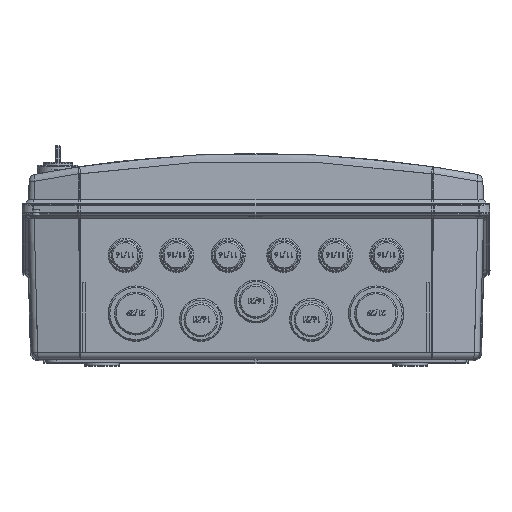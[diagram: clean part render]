
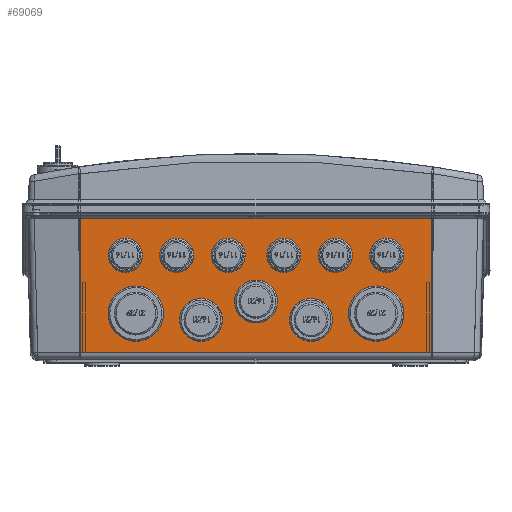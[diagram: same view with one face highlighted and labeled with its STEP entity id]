
A CAD part, top view. The second image highlights one B-rep face of the part: STEP entity #69069.
In plain terms, the highlighted planar face has unit normal (0, -0.026, 1).
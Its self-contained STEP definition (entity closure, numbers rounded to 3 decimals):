
#4110=CIRCLE('',#73500,14.622);
#4111=CIRCLE('',#73501,18.872);
#4112=CIRCLE('',#73502,18.872);
#4113=CIRCLE('',#73503,11.622);
#4114=CIRCLE('',#73504,11.622);
#4115=CIRCLE('',#73505,11.622);
#4116=CIRCLE('',#73506,11.622);
#4117=CIRCLE('',#73507,11.622);
#4118=CIRCLE('',#73508,11.622);
#4119=CIRCLE('',#73509,14.622);
#4120=CIRCLE('',#73510,14.622);
#7303=ORIENTED_EDGE('',*,*,#28145,.F.);
#7304=ORIENTED_EDGE('',*,*,#28146,.T.);
#7305=ORIENTED_EDGE('',*,*,#28147,.F.);
#7306=ORIENTED_EDGE('',*,*,#28148,.T.);
#7307=ORIENTED_EDGE('',*,*,#28149,.T.);
#7308=ORIENTED_EDGE('',*,*,#28150,.T.);
#7309=ORIENTED_EDGE('',*,*,#28151,.T.);
#7310=ORIENTED_EDGE('',*,*,#28152,.T.);
#7311=ORIENTED_EDGE('',*,*,#28153,.F.);
#7312=ORIENTED_EDGE('',*,*,#28154,.F.);
#7313=ORIENTED_EDGE('',*,*,#28155,.F.);
#7314=ORIENTED_EDGE('',*,*,#28156,.T.);
#7315=ORIENTED_EDGE('',*,*,#28157,.T.);
#7316=ORIENTED_EDGE('',*,*,#28158,.F.);
#7317=ORIENTED_EDGE('',*,*,#28159,.T.);
#28145=EDGE_CURVE('',#38549,#38549,#4110,.T.);
#28146=EDGE_CURVE('',#38550,#38550,#4111,.T.);
#28147=EDGE_CURVE('',#38551,#38551,#4112,.T.);
#28148=EDGE_CURVE('',#38552,#38552,#4113,.T.);
#28149=EDGE_CURVE('',#38553,#38554,#45013,.T.);
#28150=EDGE_CURVE('',#38554,#38555,#45014,.T.);
#28151=EDGE_CURVE('',#38555,#38556,#45015,.T.);
#28152=EDGE_CURVE('',#38556,#38553,#45016,.T.);
#28153=EDGE_CURVE('',#38557,#38557,#4114,.T.);
#28154=EDGE_CURVE('',#38558,#38558,#4115,.T.);
#28155=EDGE_CURVE('',#38559,#38559,#4116,.T.);
#28156=EDGE_CURVE('',#38560,#38560,#4117,.T.);
#28157=EDGE_CURVE('',#38561,#38561,#4118,.T.);
#28158=EDGE_CURVE('',#38562,#38562,#4119,.T.);
#28159=EDGE_CURVE('',#38563,#38563,#4120,.T.);
#38549=VERTEX_POINT('',#99064);
#38550=VERTEX_POINT('',#99066);
#38551=VERTEX_POINT('',#99068);
#38552=VERTEX_POINT('',#99070);
#38553=VERTEX_POINT('',#99072);
#38554=VERTEX_POINT('',#99073);
#38555=VERTEX_POINT('',#99075);
#38556=VERTEX_POINT('',#99077);
#38557=VERTEX_POINT('',#99080);
#38558=VERTEX_POINT('',#99082);
#38559=VERTEX_POINT('',#99084);
#38560=VERTEX_POINT('',#99086);
#38561=VERTEX_POINT('',#99088);
#38562=VERTEX_POINT('',#99090);
#38563=VERTEX_POINT('',#99092);
#45013=LINE('',#99071,#51503);
#45014=LINE('',#99074,#51504);
#45015=LINE('',#99076,#51505);
#45016=LINE('',#99078,#51506);
#51503=VECTOR('',#79792,1000.);
#51504=VECTOR('',#79793,1000.);
#51505=VECTOR('',#79794,1000.);
#51506=VECTOR('',#79795,1000.);
#57111=EDGE_LOOP('',(#7303));
#57112=EDGE_LOOP('',(#7304));
#57113=EDGE_LOOP('',(#7305));
#57114=EDGE_LOOP('',(#7306));
#57115=EDGE_LOOP('',(#7307,#7308,#7309,#7310));
#57116=EDGE_LOOP('',(#7311));
#57117=EDGE_LOOP('',(#7312));
#57118=EDGE_LOOP('',(#7313));
#57119=EDGE_LOOP('',(#7314));
#57120=EDGE_LOOP('',(#7315));
#57121=EDGE_LOOP('',(#7316));
#57122=EDGE_LOOP('',(#7317));
#61885=FACE_BOUND('',#57111,.T.);
#61886=FACE_BOUND('',#57112,.T.);
#61887=FACE_BOUND('',#57113,.T.);
#61888=FACE_BOUND('',#57114,.T.);
#61889=FACE_BOUND('',#57115,.T.);
#61890=FACE_BOUND('',#57116,.T.);
#61891=FACE_BOUND('',#57117,.T.);
#61892=FACE_BOUND('',#57118,.T.);
#61893=FACE_BOUND('',#57119,.T.);
#61894=FACE_BOUND('',#57120,.T.);
#61895=FACE_BOUND('',#57121,.T.);
#61896=FACE_BOUND('',#57122,.T.);
#66479=PLANE('',#73499);
#69069=ADVANCED_FACE('',(#61885,#61886,#61887,#61888,#61889,#61890,#61891,
#61892,#61893,#61894,#61895,#61896),#66479,.T.);
#73499=AXIS2_PLACEMENT_3D('',#99062,#79782,#79783);
#73500=AXIS2_PLACEMENT_3D('',#99063,#79784,#79785);
#73501=AXIS2_PLACEMENT_3D('',#99065,#79786,#79787);
#73502=AXIS2_PLACEMENT_3D('',#99067,#79788,#79789);
#73503=AXIS2_PLACEMENT_3D('',#99069,#79790,#79791);
#73504=AXIS2_PLACEMENT_3D('',#99079,#79796,#79797);
#73505=AXIS2_PLACEMENT_3D('',#99081,#79798,#79799);
#73506=AXIS2_PLACEMENT_3D('',#99083,#79800,#79801);
#73507=AXIS2_PLACEMENT_3D('',#99085,#79802,#79803);
#73508=AXIS2_PLACEMENT_3D('',#99087,#79804,#79805);
#73509=AXIS2_PLACEMENT_3D('',#99089,#79806,#79807);
#73510=AXIS2_PLACEMENT_3D('',#99091,#79808,#79809);
#79782=DIRECTION('',(0.,-0.026,1.));
#79783=DIRECTION('',(0.,-1.,-0.026));
#79784=DIRECTION('',(0.,-0.026,1.));
#79785=DIRECTION('',(0.,-1.,-0.026));
#79786=DIRECTION('',(0.,0.026,-1.));
#79787=DIRECTION('',(0.,-1.,-0.026));
#79788=DIRECTION('',(0.,-0.026,1.));
#79789=DIRECTION('',(0.,-1.,-0.026));
#79790=DIRECTION('',(0.,0.026,-1.));
#79791=DIRECTION('',(0.,-1.,-0.026));
#79792=DIRECTION('',(0.003,1.,0.026));
#79793=DIRECTION('',(-1.,0.,0.));
#79794=DIRECTION('',(0.003,-1.,-0.026));
#79795=DIRECTION('',(1.,0.,0.));
#79796=DIRECTION('',(0.,-0.026,1.));
#79797=DIRECTION('',(0.,-1.,-0.026));
#79798=DIRECTION('',(0.,-0.026,1.));
#79799=DIRECTION('',(0.,-1.,-0.026));
#79800=DIRECTION('',(0.,-0.026,1.));
#79801=DIRECTION('',(0.,-1.,-0.026));
#79802=DIRECTION('',(0.,0.026,-1.));
#79803=DIRECTION('',(0.,-1.,-0.026));
#79804=DIRECTION('',(0.,0.026,-1.));
#79805=DIRECTION('',(0.,-1.,-0.026));
#79806=DIRECTION('',(0.,-0.026,1.));
#79807=DIRECTION('',(0.,-1.,-0.026));
#79808=DIRECTION('',(0.,0.026,-1.));
#79809=DIRECTION('',(0.,-1.,-0.026));
#99062=CARTESIAN_POINT('',(0.,100.,250.));
#99063=CARTESIAN_POINT('',(0.,39.357,248.412));
#99064=CARTESIAN_POINT('',(0.,24.74,248.029));
#99065=CARTESIAN_POINT('',(81.75,31.11,248.196));
#99066=CARTESIAN_POINT('',(81.75,12.244,247.702));
#99067=CARTESIAN_POINT('',(-81.75,31.11,248.196));
#99068=CARTESIAN_POINT('',(-81.75,12.244,247.702));
#99069=CARTESIAN_POINT('',(54.,70.846,249.237));
#99070=CARTESIAN_POINT('',(54.,59.228,248.932));
#99071=CARTESIAN_POINT('',(119.431,100.002,250.));
#99072=CARTESIAN_POINT('',(119.147,4.869,247.509));
#99073=CARTESIAN_POINT('',(119.418,95.7,249.887));
#99074=CARTESIAN_POINT('',(0.,95.7,249.887));
#99075=CARTESIAN_POINT('',(-119.418,95.7,249.887));
#99076=CARTESIAN_POINT('',(-119.429,99.644,249.991));
#99077=CARTESIAN_POINT('',(-119.147,4.869,247.509));
#99078=CARTESIAN_POINT('',(119.702,4.869,247.509));
#99079=CARTESIAN_POINT('',(-19.,70.846,249.237));
#99080=CARTESIAN_POINT('',(-19.,59.228,248.932));
#99081=CARTESIAN_POINT('',(-54.,70.846,249.237));
#99082=CARTESIAN_POINT('',(-54.,59.228,248.932));
#99083=CARTESIAN_POINT('',(-89.,70.846,249.237));
#99084=CARTESIAN_POINT('',(-89.,59.228,248.932));
#99085=CARTESIAN_POINT('',(19.,70.846,249.237));
#99086=CARTESIAN_POINT('',(19.,59.228,248.932));
#99087=CARTESIAN_POINT('',(89.,70.846,249.237));
#99088=CARTESIAN_POINT('',(89.,59.228,248.932));
#99089=CARTESIAN_POINT('',(-37.5,26.862,248.085));
#99090=CARTESIAN_POINT('',(-37.5,12.244,247.702));
#99091=CARTESIAN_POINT('',(37.5,26.862,248.085));
#99092=CARTESIAN_POINT('',(37.5,12.244,247.702));
